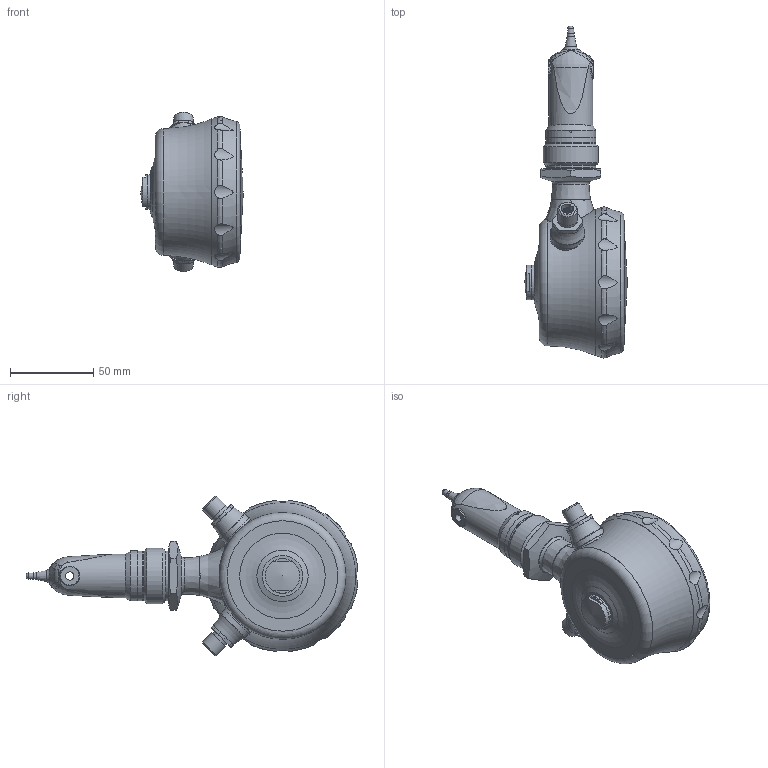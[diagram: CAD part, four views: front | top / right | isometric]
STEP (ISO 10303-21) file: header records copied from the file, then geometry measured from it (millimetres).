
FILE_DESCRIPTION(/* description */ ('Unknown'),/* implementation_level */ '2;1');
FILE_NAME(/* name */ 'AFI4-5730.####.#3##',/* time_stamp */ '2023-09-19T08:37:36+02:00',/* author */ ('Unknown'),/* organization */ ('Baumer'),/* preprocessor_version */ 'ST-DEVELOPER v16.7',/* originating_system */ 'Solid Edge',/* authorisation */ 'Unknown');
FILE_SCHEMA (('AUTOMOTIVE_DESIGN {1 0 10303 214 3 1 1}'));
Length unit declared in the file: millimetre
Products named in the file (1): Part7
Bounding box: 61.8 x 199.99 x 96.19 mm (x, y, z)
Volume: 117364.6 mm3; surface area: 79281.3 mm2
Topology: 1 solids, 13 shells, 644 faces, 1604 edges, 1015 vertices
Faces by surface type: plane 205, cylinder 195, cone 94, torus 84, bspline 60, sphere 6
Full cylindrical faces by diameter (mm): 1 x8, 1.25 x1, 1.64 x4, 2 x4, 3 x1, 3.459 x4, 5 x1, 7.709 x1, 8.87 x1, 9.5 x1, 10.5 x1, 11 x2, 11.741 x2, 12 x3, 13 x1, 13.8 x2, 14 x1, 14.5 x2, 15.85 x2, 15.9 x2, 16 x10, 17.7 x1, 18.9 x1, 19.7 x1, 20.8 x3, 21 x1, 23.5 x1, 23.6 x2, 23.8 x1, 24 x1
Entity records: 24677 total; most frequent: CARTESIAN_POINT 6802, DIRECTION 2657, ORIENTED_EDGE 2610, EDGE_CURVE 1305, AXIS2_PLACEMENT_3D 1176, FACE_BOUND 916, VERTEX_POINT 913, EDGE_LOOP 904
